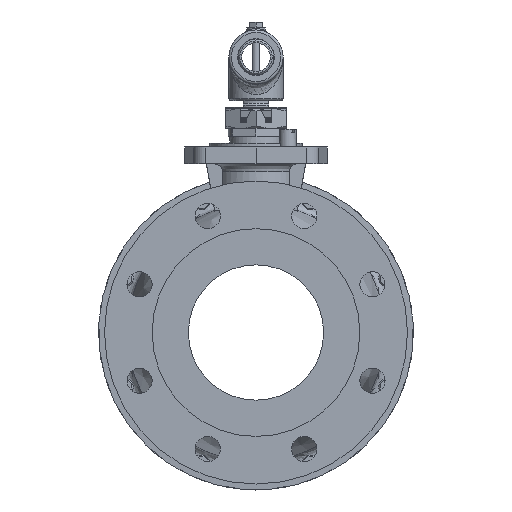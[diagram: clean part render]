
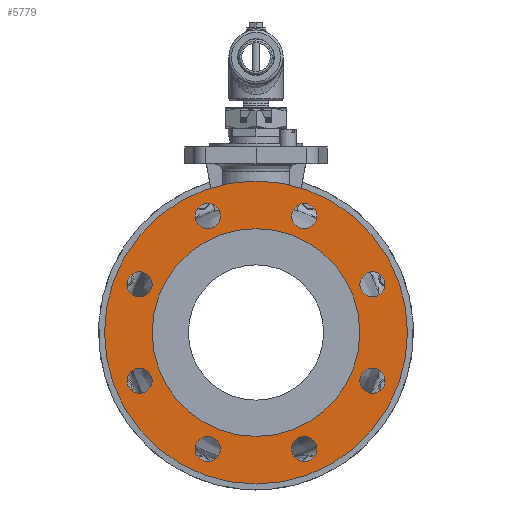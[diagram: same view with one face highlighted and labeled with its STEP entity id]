
A CAD part, front view. The second image highlights one B-rep face of the part: STEP entity #5779.
In plain terms, the highlighted planar face has unit normal (0, -1, 0).
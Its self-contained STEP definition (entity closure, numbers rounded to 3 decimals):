
#2400=CARTESIAN_POINT('',(-43.168,-115.4,81.282));
#2401=VERTEX_POINT('',#2400);
#2402=CARTESIAN_POINT('',(-36.451,-115.4,88.));
#2403=DIRECTION('',(0.0,1.,0.0));
#2404=DIRECTION('',(0.707,0.0,0.707));
#2405=AXIS2_PLACEMENT_3D('',#2402,#2403,#2404);
#2406=CIRCLE('',#2405,9.5);
#2407=EDGE_CURVE('',#2401,#2401,#2406,.T.);
#2428=CARTESIAN_POINT('',(-88.,-115.4,26.951));
#2429=VERTEX_POINT('',#2428);
#2430=CARTESIAN_POINT('',(-88.,-115.4,36.451));
#2431=DIRECTION('',(0.0,1.0,0.0));
#2432=DIRECTION('',(0.0,0.0,1.0));
#2433=AXIS2_PLACEMENT_3D('',#2430,#2431,#2432);
#2434=CIRCLE('',#2433,9.5);
#2435=EDGE_CURVE('',#2429,#2429,#2434,.T.);
#2456=CARTESIAN_POINT('',(-81.282,-115.4,-43.168));
#2457=VERTEX_POINT('',#2456);
#2458=CARTESIAN_POINT('',(-88.,-115.4,-36.451));
#2459=DIRECTION('',(0.0,1.,0.0));
#2460=DIRECTION('',(-0.707,0.0,0.707));
#2461=AXIS2_PLACEMENT_3D('',#2458,#2459,#2460);
#2462=CIRCLE('',#2461,9.5);
#2463=EDGE_CURVE('',#2457,#2457,#2462,.T.);
#2484=CARTESIAN_POINT('',(-26.951,-115.4,-88.));
#2485=VERTEX_POINT('',#2484);
#2486=CARTESIAN_POINT('',(-36.451,-115.4,-88.));
#2487=DIRECTION('',(0.0,1.0,0.0));
#2488=DIRECTION('',(-1.0,0.0,0.0));
#2489=AXIS2_PLACEMENT_3D('',#2486,#2487,#2488);
#2490=CIRCLE('',#2489,9.5);
#2491=EDGE_CURVE('',#2485,#2485,#2490,.T.);
#2512=CARTESIAN_POINT('',(43.168,-115.4,-81.282));
#2513=VERTEX_POINT('',#2512);
#2514=CARTESIAN_POINT('',(36.451,-115.4,-88.));
#2515=DIRECTION('',(0.0,1.,0.0));
#2516=DIRECTION('',(-0.707,0.0,-0.707));
#2517=AXIS2_PLACEMENT_3D('',#2514,#2515,#2516);
#2518=CIRCLE('',#2517,9.5);
#2519=EDGE_CURVE('',#2513,#2513,#2518,.T.);
#2540=CARTESIAN_POINT('',(88.,-115.4,-26.951));
#2541=VERTEX_POINT('',#2540);
#2542=CARTESIAN_POINT('',(88.,-115.4,-36.451));
#2543=DIRECTION('',(0.0,1.0,0.0));
#2544=DIRECTION('',(0.0,0.0,-1.0));
#2545=AXIS2_PLACEMENT_3D('',#2542,#2543,#2544);
#2546=CIRCLE('',#2545,9.5);
#2547=EDGE_CURVE('',#2541,#2541,#2546,.T.);
#2568=CARTESIAN_POINT('',(81.282,-115.4,43.168));
#2569=VERTEX_POINT('',#2568);
#2570=CARTESIAN_POINT('',(88.,-115.4,36.451));
#2571=DIRECTION('',(0.0,1.,0.0));
#2572=DIRECTION('',(0.707,0.0,-0.707));
#2573=AXIS2_PLACEMENT_3D('',#2570,#2571,#2572);
#2574=CIRCLE('',#2573,9.5);
#2575=EDGE_CURVE('',#2569,#2569,#2574,.T.);
#2596=CARTESIAN_POINT('',(26.951,-115.4,88.));
#2597=VERTEX_POINT('',#2596);
#2598=CARTESIAN_POINT('',(36.451,-115.4,88.));
#2599=DIRECTION('',(0.0,1.0,0.0));
#2600=DIRECTION('',(1.0,0.0,0.0));
#2601=AXIS2_PLACEMENT_3D('',#2598,#2599,#2600);
#2602=CIRCLE('',#2601,9.5);
#2603=EDGE_CURVE('',#2597,#2597,#2602,.T.);
#5721=CARTESIAN_POINT('',(0.0,-115.4,-114.5));
#5722=VERTEX_POINT('',#5721);
#5723=CARTESIAN_POINT('',(0.0,-115.4,0.0));
#5724=DIRECTION('',(0.0,-1.0,0.0));
#5725=DIRECTION('',(0.0,0.0,-1.0));
#5726=AXIS2_PLACEMENT_3D('',#5723,#5724,#5725);
#5727=CIRCLE('',#5726,114.5);
#5728=EDGE_CURVE('',#5722,#5722,#5727,.T.);
#5736=CARTESIAN_POINT('',(0.0,-115.4,-96.5));
#5737=DIRECTION('',(0.0,-1.0,0.0));
#5738=DIRECTION('',(0.0,0.0,-1.0));
#5739=AXIS2_PLACEMENT_3D('',#5736,#5737,#5738);
#5740=PLANE('',#5739);
#5741=ORIENTED_EDGE('',*,*,#5728,.T.);
#5742=EDGE_LOOP('',(#5741));
#5743=FACE_OUTER_BOUND('',#5742,.T.);
#5744=ORIENTED_EDGE('',*,*,#2407,.T.);
#5745=EDGE_LOOP('',(#5744));
#5746=FACE_BOUND('',#5745,.T.);
#5747=ORIENTED_EDGE('',*,*,#2435,.T.);
#5748=EDGE_LOOP('',(#5747));
#5749=FACE_BOUND('',#5748,.T.);
#5750=ORIENTED_EDGE('',*,*,#2463,.T.);
#5751=EDGE_LOOP('',(#5750));
#5752=FACE_BOUND('',#5751,.T.);
#5753=ORIENTED_EDGE('',*,*,#2491,.T.);
#5754=EDGE_LOOP('',(#5753));
#5755=FACE_BOUND('',#5754,.T.);
#5756=ORIENTED_EDGE('',*,*,#2519,.T.);
#5757=EDGE_LOOP('',(#5756));
#5758=FACE_BOUND('',#5757,.T.);
#5759=ORIENTED_EDGE('',*,*,#2547,.T.);
#5760=EDGE_LOOP('',(#5759));
#5761=FACE_BOUND('',#5760,.T.);
#5762=ORIENTED_EDGE('',*,*,#2575,.T.);
#5763=EDGE_LOOP('',(#5762));
#5764=FACE_BOUND('',#5763,.T.);
#5765=ORIENTED_EDGE('',*,*,#2603,.T.);
#5766=EDGE_LOOP('',(#5765));
#5767=FACE_BOUND('',#5766,.T.);
#5768=CARTESIAN_POINT('',(0.0,-115.4,-78.5));
#5769=VERTEX_POINT('',#5768);
#5770=CARTESIAN_POINT('',(0.0,-115.4,0.0));
#5771=DIRECTION('',(0.0,-1.0,0.0));
#5772=DIRECTION('',(0.0,0.0,-1.0));
#5773=AXIS2_PLACEMENT_3D('',#5770,#5771,#5772);
#5774=CIRCLE('',#5773,78.5);
#5775=EDGE_CURVE('',#5769,#5769,#5774,.T.);
#5776=ORIENTED_EDGE('',*,*,#5775,.F.);
#5777=EDGE_LOOP('',(#5776));
#5778=FACE_BOUND('',#5777,.T.);
#5779=ADVANCED_FACE('',(#5743,#5746,#5749,#5752,#5755,#5758,#5761,#5764,#5767,#5778),#5740,.T.);
